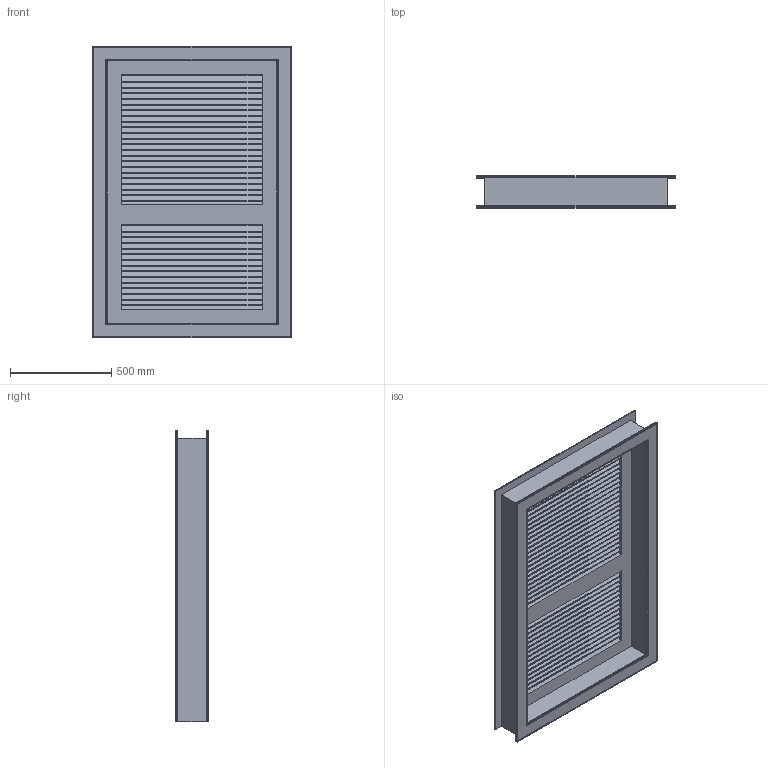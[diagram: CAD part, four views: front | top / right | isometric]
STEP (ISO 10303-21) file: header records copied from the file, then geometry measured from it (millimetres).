
FILE_DESCRIPTION(('FreeCAD Model'),'2;1');
FILE_NAME('Single elevated door with shutters and trims.step','2016-10-04T12:00:13',('Author'),(''), 'Open CASCADE STEP processor 6.8','FreeCAD','Unknown');
FILE_SCHEMA(('AUTOMOTIVE_DESIGN_CC2 { 1 2 10303 214 -1 1 5 4 }'));
Length unit declared in the file: millimetre
Products named in the file (7): ASSEMBLY; Single_elevated_door_with_shutters; Final_trim_(Mirror_#10); Inferior_shutter; Superior_shutter; Trim; Final_trim
Assembly tree (6 placements, depth 2):
  ASSEMBLY
    Single_elevated_door_with_shutters
    Final_trim_(Mirror_#10)
    Inferior_shutter
    Superior_shutter
    Trim
    Final_trim
Bounding box: 980 x 160 x 1440 mm (x, y, z)
Volume: 49051186.8 mm3; surface area: 7124057.2 mm2
Topology: 43 solids, 43 shells, 450 faces, 1076 edges, 712 vertices
Faces by surface type: plane 434, cylinder 16
Entity records: 28187 total; most frequent: CARTESIAN_POINT 5333, DIRECTION 4110, LINE 3180, VECTOR 3180, ORIENTED_EDGE 2152, PCURVE 2152, DEFINITIONAL_REPRESENTATION 2152, EDGE_CURVE 1076
